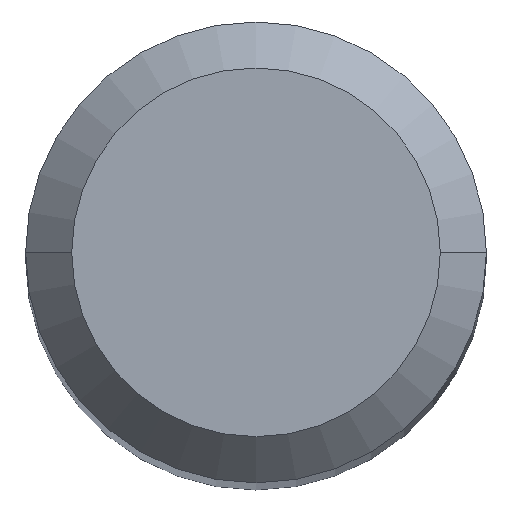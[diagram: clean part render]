
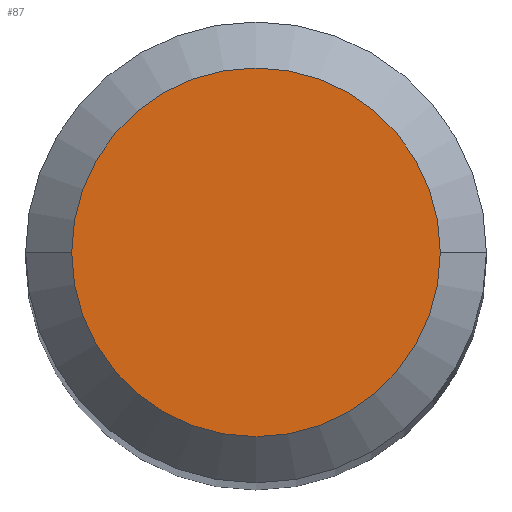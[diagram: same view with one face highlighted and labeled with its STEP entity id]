
A CAD part, top view. The second image highlights one B-rep face of the part: STEP entity #87.
In plain terms, the highlighted planar face has unit normal (0, 0, 1).
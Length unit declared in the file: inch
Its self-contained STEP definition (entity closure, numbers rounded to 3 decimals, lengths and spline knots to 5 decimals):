
#24 = FACE_OUTER_BOUND ( 'NONE', #238, .T. ) ;
#26 = CIRCLE ( 'NONE', #111, 0.04724 ) ;
#53 = ORIENTED_EDGE ( 'NONE', *, *, #402, .T. ) ;
#72 = CARTESIAN_POINT ( 'NONE',  ( 0., 0., 0. ) ) ;
#87 = ADVANCED_FACE ( 'NONE', ( #24 ), #473, .F. ) ;
#111 = AXIS2_PLACEMENT_3D ( 'NONE', #72, #154, #113 ) ;
#113 = DIRECTION ( 'NONE',  ( 1., 0., 0. ) ) ;
#114 = VERTEX_POINT ( 'NONE', #248 ) ;
#131 = CARTESIAN_POINT ( 'NONE',  ( 0., 0., 0. ) ) ;
#154 = DIRECTION ( 'NONE',  ( 0., 0., 1. ) ) ;
#171 = DIRECTION ( 'NONE',  ( 0., 0., -1. ) ) ;
#204 = CIRCLE ( 'NONE', #239, 0.04724 ) ;
#235 = VERTEX_POINT ( 'NONE', #363 ) ;
#238 = EDGE_LOOP ( 'NONE', ( #53, #306 ) ) ;
#239 = AXIS2_PLACEMENT_3D ( 'NONE', #131, #471, #436 ) ;
#248 = CARTESIAN_POINT ( 'NONE',  ( 0.04724, 0., 0. ) ) ;
#306 = ORIENTED_EDGE ( 'NONE', *, *, #484, .T. ) ;
#326 = DIRECTION ( 'NONE',  ( -1., 0., 0. ) ) ;
#335 = AXIS2_PLACEMENT_3D ( 'NONE', #359, #171, #326 ) ;
#359 = CARTESIAN_POINT ( 'NONE',  ( 0., 0., 0. ) ) ;
#363 = CARTESIAN_POINT ( 'NONE',  ( -0.04724, 0., 0. ) ) ;
#402 = EDGE_CURVE ( 'NONE', #235, #114, #26, .T. ) ;
#436 = DIRECTION ( 'NONE',  ( 1., 0., 0. ) ) ;
#471 = DIRECTION ( 'NONE',  ( 0., 0., 1. ) ) ;
#473 = PLANE ( 'NONE',  #335 ) ;
#484 = EDGE_CURVE ( 'NONE', #114, #235, #204, .T. ) ;
